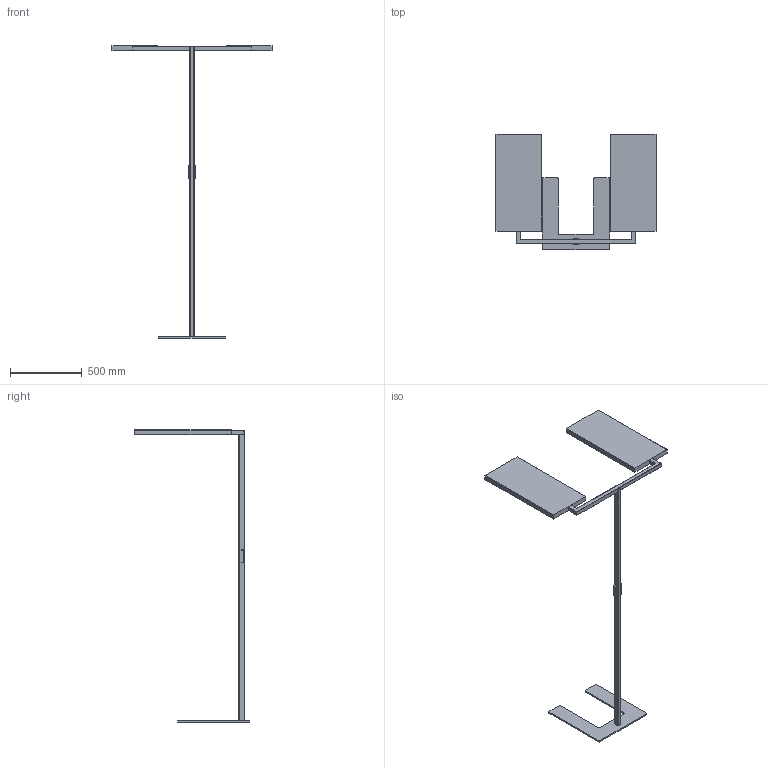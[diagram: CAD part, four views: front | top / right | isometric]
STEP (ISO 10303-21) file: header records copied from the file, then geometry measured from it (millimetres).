
FILE_DESCRIPTION(/* description */ (''),/* implementation_level */ '2;1');
FILE_NAME(/* name */ '10000089984n3p000_00.stp',/* time_stamp */ '2021-12-21T08:06:44+01:00',/* author */ (''),/* organization */ (''),/* preprocessor_version */ 'ST-DEVELOPER v15',/* originating_system */ 'SIEMENS PLM Software NX 9.0',/* authorisation */ '');
FILE_SCHEMA (('AUTOMOTIVE_DESIGN { 1 0 10303 214 3 1 1 1 }'));
Length unit declared in the file: millimetre
Products named in the file (1): 10000089984n3p000_00
Bounding box: 1120 x 801.33 x 2035.5 mm (x, y, z)
Volume: 19995926.5 mm3; surface area: 1683012.9 mm2
Topology: 1 solids, 1 shells, 105 faces, 270 edges, 164 vertices
Faces by surface type: cylinder 50, plane 47, sphere 8
Entity records: 3136 total; most frequent: DIRECTION 566, CARTESIAN_POINT 532, ORIENTED_EDGE 524, EDGE_CURVE 262, AXIS2_PLACEMENT_3D 198, LINE 170, VECTOR 170, VERTEX_POINT 164
